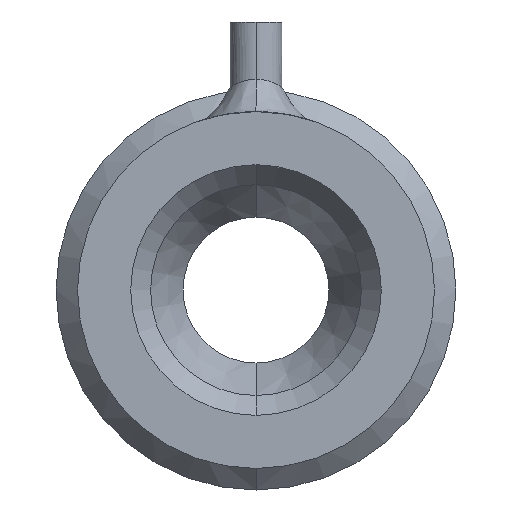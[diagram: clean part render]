
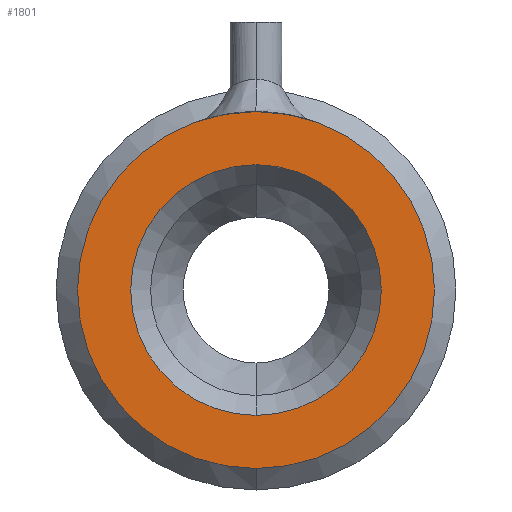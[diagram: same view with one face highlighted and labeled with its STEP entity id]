
A CAD part, front view. The second image highlights one B-rep face of the part: STEP entity #1801.
In plain terms, the highlighted planar face has unit normal (0, -1, 0).
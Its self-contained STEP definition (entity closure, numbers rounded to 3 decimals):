
#10 = ORIENTED_EDGE ( 'NONE', *, *, #1895, .T. ) ;
#52 = VERTEX_POINT ( 'NONE', #1207 ) ;
#143 = DIRECTION ( 'NONE',  ( 0., 0., -1. ) ) ;
#302 = DIRECTION ( 'NONE',  ( 0., 0., 1. ) ) ;
#332 = CARTESIAN_POINT ( 'NONE',  ( 0., 0., 11.005 ) ) ;
#441 = DIRECTION ( 'NONE',  ( 0., 1., 0. ) ) ;
#485 = FACE_BOUND ( 'NONE', #747, .T. ) ;
#491 = AXIS2_PLACEMENT_3D ( 'NONE', #1765, #441, #2258 ) ;
#652 = AXIS2_PLACEMENT_3D ( 'NONE', #2386, #755, #302 ) ;
#667 = AXIS2_PLACEMENT_3D ( 'NONE', #2011, #963, #745 ) ;
#668 = VERTEX_POINT ( 'NONE', #1015 ) ;
#745 = DIRECTION ( 'NONE',  ( 0., 0., 1. ) ) ;
#747 = EDGE_LOOP ( 'NONE', ( #1509, #10 ) ) ;
#755 = DIRECTION ( 'NONE',  ( 0., 1., 0. ) ) ;
#815 = AXIS2_PLACEMENT_3D ( 'NONE', #1608, #2991, #1410 ) ;
#822 = PLANE ( 'NONE',  #2604 ) ;
#920 = CIRCLE ( 'NONE', #491, 7.73 ) ;
#963 = DIRECTION ( 'NONE',  ( 0., 1., 0. ) ) ;
#1015 = CARTESIAN_POINT ( 'NONE',  ( 0., 0., -7.73 ) ) ;
#1052 = EDGE_CURVE ( 'NONE', #2857, #2770, #2892, .T. ) ;
#1062 = CARTESIAN_POINT ( 'NONE',  ( 0., 0., -11.005 ) ) ;
#1207 = CARTESIAN_POINT ( 'NONE',  ( 0., 0., 7.73 ) ) ;
#1293 = CARTESIAN_POINT ( 'NONE',  ( 0., 0., 0. ) ) ;
#1410 = DIRECTION ( 'NONE',  ( 0., 0., 1. ) ) ;
#1437 = ORIENTED_EDGE ( 'NONE', *, *, #1052, .F. ) ;
#1509 = ORIENTED_EDGE ( 'NONE', *, *, #2353, .T. ) ;
#1606 = CIRCLE ( 'NONE', #815, 11.005 ) ;
#1608 = CARTESIAN_POINT ( 'NONE',  ( 0., 0., 0. ) ) ;
#1765 = CARTESIAN_POINT ( 'NONE',  ( 0., 0., 0. ) ) ;
#1801 = ADVANCED_FACE ( 'NONE', ( #485, #2469 ), #822, .T. ) ;
#1895 = EDGE_CURVE ( 'NONE', #668, #52, #920, .T. ) ;
#2011 = CARTESIAN_POINT ( 'NONE',  ( 0., 0., 0. ) ) ;
#2163 = EDGE_LOOP ( 'NONE', ( #2306, #1437 ) ) ;
#2258 = DIRECTION ( 'NONE',  ( 0., 0., 1. ) ) ;
#2306 = ORIENTED_EDGE ( 'NONE', *, *, #2365, .F. ) ;
#2353 = EDGE_CURVE ( 'NONE', #52, #668, #2462, .T. ) ;
#2365 = EDGE_CURVE ( 'NONE', #2770, #2857, #1606, .T. ) ;
#2386 = CARTESIAN_POINT ( 'NONE',  ( 0., 0., 0. ) ) ;
#2407 = DIRECTION ( 'NONE',  ( 0., -1., 0. ) ) ;
#2462 = CIRCLE ( 'NONE', #667, 7.73 ) ;
#2469 = FACE_OUTER_BOUND ( 'NONE', #2163, .T. ) ;
#2604 = AXIS2_PLACEMENT_3D ( 'NONE', #1293, #2407, #143 ) ;
#2770 = VERTEX_POINT ( 'NONE', #332 ) ;
#2857 = VERTEX_POINT ( 'NONE', #1062 ) ;
#2892 = CIRCLE ( 'NONE', #652, 11.005 ) ;
#2991 = DIRECTION ( 'NONE',  ( 0., 1., 0. ) ) ;
